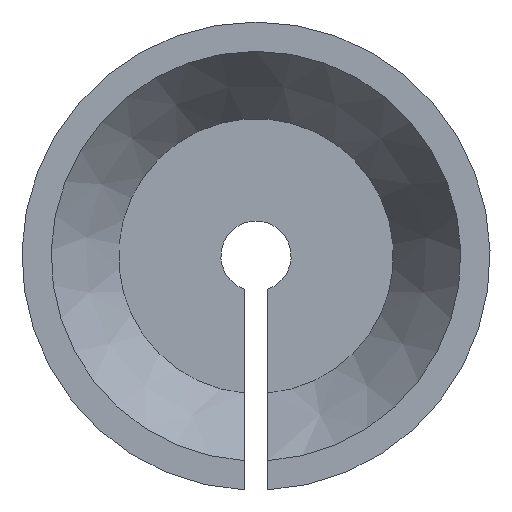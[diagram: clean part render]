
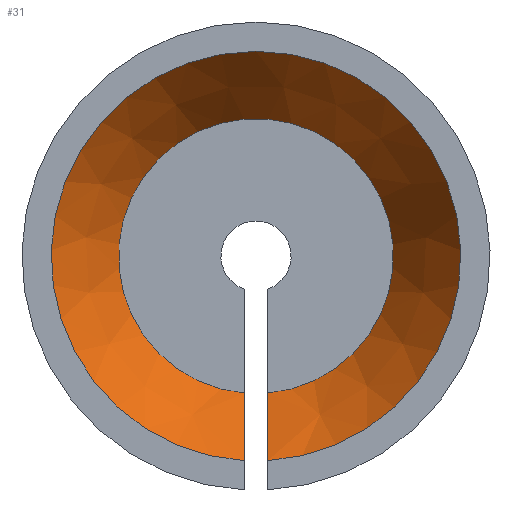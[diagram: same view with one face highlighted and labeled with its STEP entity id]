
A CAD part, front view. The second image highlights one B-rep face of the part: STEP entity #31.
In plain terms, the highlighted conical face has half-angle 33.311 degrees and reference radius 7 mm.
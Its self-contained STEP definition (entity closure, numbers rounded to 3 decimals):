
#9 = VERTEX_POINT ( 'NONE', #16 ) ;
#13 = EDGE_CURVE ( 'NONE', #163, #9, #28, .T. ) ;
#16 = CARTESIAN_POINT ( 'NONE',  ( 0.4, 0., -6.989 ) ) ;
#28 = CIRCLE ( 'NONE', #234, 7. ) ;
#31 = ADVANCED_FACE ( 'NONE', ( #400 ), #344, .F. ) ;
#38 = DIRECTION ( 'NONE',  ( 0., 1., 0. ) ) ;
#41 = DIRECTION ( 'NONE',  ( 0., 0., -1. ) ) ;
#47 = EDGE_CURVE ( 'NONE', #9, #332, #287, .T. ) ;
#48 = CARTESIAN_POINT ( 'NONE',  ( 0.4, 3.5, -4.683 ) ) ;
#56 = CARTESIAN_POINT ( 'NONE',  ( -0.4, 3.5, -4.683 ) ) ;
#72 = CARTESIAN_POINT ( 'NONE',  ( 0., 0., 0. ) ) ;
#84 = CARTESIAN_POINT ( 'NONE',  ( 0., 3.5, 0. ) ) ;
#97 = AXIS2_PLACEMENT_3D ( 'NONE', #72, #230, #41 ) ;
#123 = EDGE_LOOP ( 'NONE', ( #219, #186, #280, #286 ) ) ;
#124 = CARTESIAN_POINT ( 'NONE',  ( -0.4, 1.167, -6.22 ) ) ;
#139 = DIRECTION ( 'NONE',  ( 0., 0., 1. ) ) ;
#146 = DIRECTION ( 'NONE',  ( 0., 1., 0. ) ) ;
#153 = EDGE_CURVE ( 'NONE', #300, #332, #354, .T. ) ;
#163 = VERTEX_POINT ( 'NONE', #206 ) ;
#175 = CARTESIAN_POINT ( 'NONE',  ( 0.4, 2.334, -5.452 ) ) ;
#186 = ORIENTED_EDGE ( 'NONE', *, *, #153, .T. ) ;
#206 = CARTESIAN_POINT ( 'NONE',  ( -0.4, 0., -6.989 ) ) ;
#219 = ORIENTED_EDGE ( 'NONE', *, *, #277, .F. ) ;
#230 = DIRECTION ( 'NONE',  ( 0., -1., 0. ) ) ;
#234 = AXIS2_PLACEMENT_3D ( 'NONE', #262, #38, #139 ) ;
#262 = CARTESIAN_POINT ( 'NONE',  ( 0., 0., 0. ) ) ;
#273 = CARTESIAN_POINT ( 'NONE',  ( 0.4, 0., -6.989 ) ) ;
#275 = AXIS2_PLACEMENT_3D ( 'NONE', #84, #146, #339 ) ;
#277 = EDGE_CURVE ( 'NONE', #300, #163, #398, .T. ) ;
#279 = CARTESIAN_POINT ( 'NONE',  ( -0.4, 2.334, -5.452 ) ) ;
#280 = ORIENTED_EDGE ( 'NONE', *, *, #47, .F. ) ;
#286 = ORIENTED_EDGE ( 'NONE', *, *, #13, .F. ) ;
#287 = B_SPLINE_CURVE_WITH_KNOTS ( 'NONE', 3,
 ( #273, #337, #175, #48 ),
 .UNSPECIFIED., .F., .F.,
 ( 4, 4 ),
 ( 0.009, 0.014 ),
 .UNSPECIFIED. ) ;
#300 = VERTEX_POINT ( 'NONE', #56 ) ;
#332 = VERTEX_POINT ( 'NONE', #387 ) ;
#337 = CARTESIAN_POINT ( 'NONE',  ( 0.4, 1.167, -6.22 ) ) ;
#339 = DIRECTION ( 'NONE',  ( 0., 0., 1. ) ) ;
#344 = CONICAL_SURFACE ( 'NONE', #97, 7., 0.581 ) ;
#351 = CARTESIAN_POINT ( 'NONE',  ( -0.4, 3.5, -4.683 ) ) ;
#354 = CIRCLE ( 'NONE', #275, 4.7 ) ;
#379 = CARTESIAN_POINT ( 'NONE',  ( -0.4, 0., -6.989 ) ) ;
#387 = CARTESIAN_POINT ( 'NONE',  ( 0.4, 3.5, -4.683 ) ) ;
#398 = B_SPLINE_CURVE_WITH_KNOTS ( 'NONE', 3,
 ( #351, #279, #124, #379 ),
 .UNSPECIFIED., .F., .F.,
 ( 4, 4 ),
 ( 0.022, 0.026 ),
 .UNSPECIFIED. ) ;
#400 = FACE_OUTER_BOUND ( 'NONE', #123, .T. ) ;
